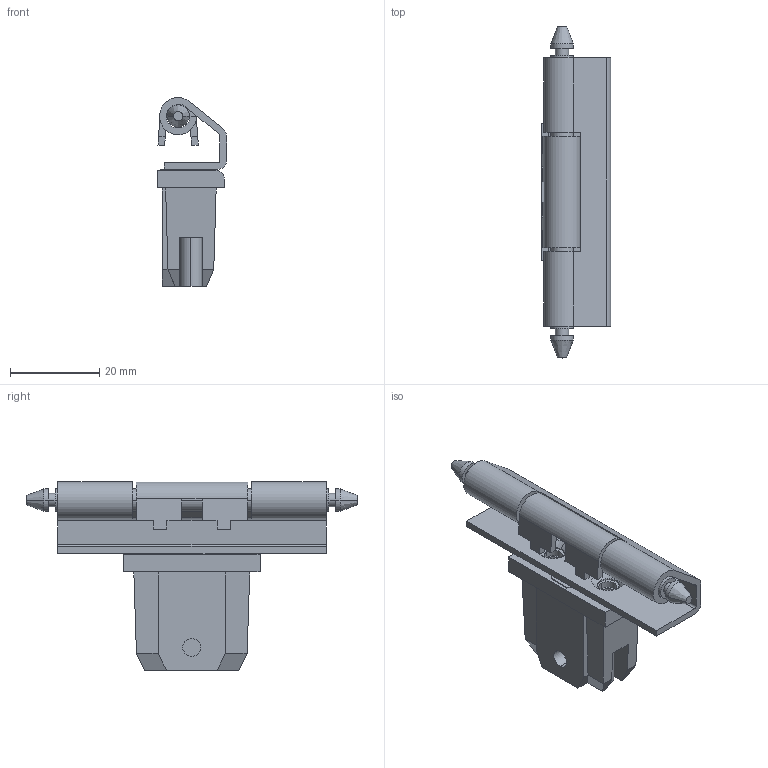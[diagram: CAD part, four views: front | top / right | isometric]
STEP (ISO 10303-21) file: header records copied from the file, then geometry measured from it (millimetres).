
FILE_DESCRIPTION(/* description */ (''),/* implementation_level */ '2;1');
FILE_NAME(/* name */ 'JL026',/* time_stamp */ '2025-10-27T13:11:52+08:00',/* author */ (''),/* organization */ (''),/* preprocessor_version */ 'ST-DEVELOPER v19.2',/* originating_system */ 'Rhino 8.5',/* authorisation */ '');
FILE_SCHEMA (('CONFIG_CONTROL_DESIGN'));
Length unit declared in the file: millimetre
Products named in the file (1): Document
Bounding box: 15.5 x 74.2 x 42.21 mm (x, y, z)
Volume: 5481.4 mm3; surface area: 11335.7 mm2
Topology: 3 solids, 4 shells, 169 faces, 421 edges, 274 vertices
Faces by surface type: plane 108, cylinder 51, bspline 10
Entity records: 5210 total; most frequent: CARTESIAN_POINT 1705, ORIENTED_EDGE 836, EDGE_CURVE 421, DIRECTION 409, AXIS2_PLACEMENT_3D 284, VERTEX_POINT 274, B_SPLINE_CURVE_WITH_KNOTS 237, EDGE_LOOP 189
